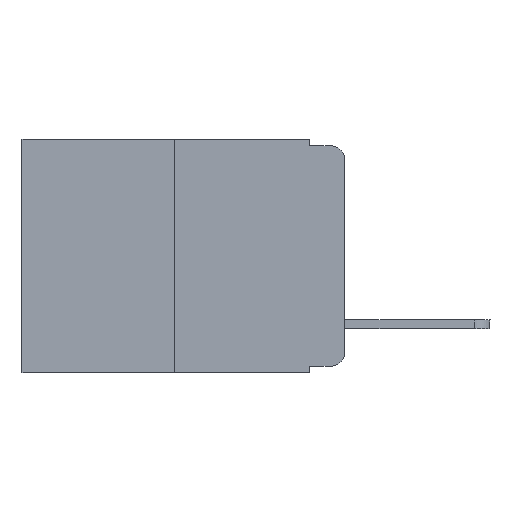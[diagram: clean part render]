
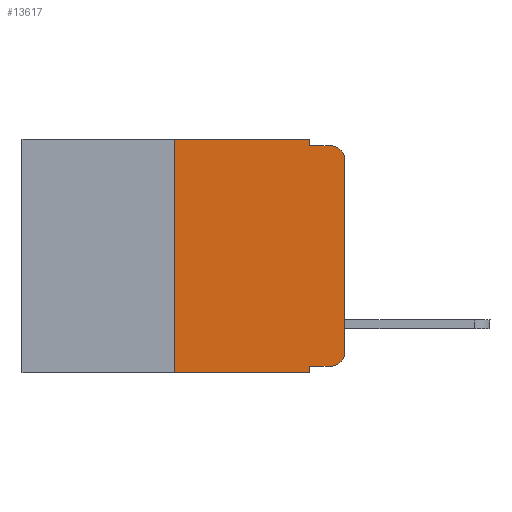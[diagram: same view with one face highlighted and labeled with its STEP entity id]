
A CAD part, left-side view. The second image highlights one B-rep face of the part: STEP entity #13617.
In plain terms, the highlighted planar face has unit normal (-1, 0, 0).
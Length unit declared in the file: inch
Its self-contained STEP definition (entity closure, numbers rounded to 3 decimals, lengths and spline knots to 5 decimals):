
#195 = VERTEX_POINT ( 'NONE', #3079 ) ;
#493 = LINE ( 'NONE', #562, #7429 ) ;
#562 = CARTESIAN_POINT ( 'NONE',  ( 0., 0.473, 0. ) ) ;
#696 = CARTESIAN_POINT ( 'NONE',  ( 0., 0.25, 0. ) ) ;
#729 = CIRCLE ( 'NONE', #6060, 0.02 ) ;
#779 = ORIENTED_EDGE ( 'NONE', *, *, #12730, .F. ) ;
#927 = ORIENTED_EDGE ( 'NONE', *, *, #11919, .T. ) ;
#944 = LINE ( 'NONE', #11534, #2267 ) ;
#1063 = CARTESIAN_POINT ( 'NONE',  ( 0., 0.051, 0. ) ) ;
#1156 = DIRECTION ( 'NONE',  ( 0., -1., 0. ) ) ;
#1217 = CIRCLE ( 'NONE', #11142, 0.02 ) ;
#1454 = ORIENTED_EDGE ( 'NONE', *, *, #4268, .T. ) ;
#1473 = PLANE ( 'NONE',  #12187 ) ;
#1715 = VECTOR ( 'NONE', #2101, 39.37008 ) ;
#1868 = VERTEX_POINT ( 'NONE', #5159 ) ;
#2101 = DIRECTION ( 'NONE',  ( 0., 0., -1. ) ) ;
#2267 = VECTOR ( 'NONE', #10445, 39.37008 ) ;
#2436 = CARTESIAN_POINT ( 'NONE',  ( 0., 0.473, 0. ) ) ;
#2664 = EDGE_CURVE ( 'NONE', #5092, #9485, #1217, .T. ) ;
#3079 = CARTESIAN_POINT ( 'NONE',  ( 0., 0.051, -0.333 ) ) ;
#3097 = VECTOR ( 'NONE', #4918, 39.37008 ) ;
#3128 = CARTESIAN_POINT ( 'NONE',  ( 0., 0.02, -0.333 ) ) ;
#3172 = VERTEX_POINT ( 'NONE', #4048 ) ;
#3304 = VECTOR ( 'NONE', #1156, 39.37008 ) ;
#3397 = EDGE_CURVE ( 'NONE', #10810, #13145, #493, .T. ) ;
#3552 = ORIENTED_EDGE ( 'NONE', *, *, #8163, .T. ) ;
#3699 = LINE ( 'NONE', #12144, #5036 ) ;
#4048 = CARTESIAN_POINT ( 'NONE',  ( 0., 0.02, -0.01 ) ) ;
#4083 = CARTESIAN_POINT ( 'NONE',  ( 0., 0., -0.313 ) ) ;
#4268 = EDGE_CURVE ( 'NONE', #195, #5092, #8010, .T. ) ;
#4277 = CARTESIAN_POINT ( 'NONE',  ( 0., 0.02, -0.313 ) ) ;
#4326 = CARTESIAN_POINT ( 'NONE',  ( 0., 0.051, 0. ) ) ;
#4379 = FACE_OUTER_BOUND ( 'NONE', #11401, .T. ) ;
#4533 = DIRECTION ( 'NONE',  ( 0., 0., 1. ) ) ;
#4746 = CARTESIAN_POINT ( 'NONE',  ( 0., 0.02, -0.03 ) ) ;
#4918 = DIRECTION ( 'NONE',  ( 0., -1., 0. ) ) ;
#4998 = DIRECTION ( 'NONE',  ( 0., 0., -1. ) ) ;
#5036 = VECTOR ( 'NONE', #4533, 39.37008 ) ;
#5092 = VERTEX_POINT ( 'NONE', #3128 ) ;
#5159 = CARTESIAN_POINT ( 'NONE',  ( 0., 0.051, -0.01 ) ) ;
#5194 = CARTESIAN_POINT ( 'NONE',  ( 0., 0.473, -0.343 ) ) ;
#5693 = DIRECTION ( 'NONE',  ( 1., 0., 0. ) ) ;
#5746 = CARTESIAN_POINT ( 'NONE',  ( 0., 0.25, -0.343 ) ) ;
#6044 = LINE ( 'NONE', #10333, #7679 ) ;
#6060 = AXIS2_PLACEMENT_3D ( 'NONE', #4746, #13185, #7945 ) ;
#6165 = EDGE_CURVE ( 'NONE', #13145, #1868, #6044, .T. ) ;
#6176 = LINE ( 'NONE', #5194, #3097 ) ;
#6364 = DIRECTION ( 'NONE',  ( -1., 0., 0. ) ) ;
#7368 = ORIENTED_EDGE ( 'NONE', *, *, #6165, .F. ) ;
#7429 = VECTOR ( 'NONE', #7865, 39.37008 ) ;
#7679 = VECTOR ( 'NONE', #4998, 39.37008 ) ;
#7865 = DIRECTION ( 'NONE',  ( 0., -1., 0. ) ) ;
#7945 = DIRECTION ( 'NONE',  ( 0., 0., -1. ) ) ;
#8010 = LINE ( 'NONE', #12012, #12738 ) ;
#8163 = EDGE_CURVE ( 'NONE', #8531, #10630, #6176, .T. ) ;
#8298 = LINE ( 'NONE', #8368, #3304 ) ;
#8368 = CARTESIAN_POINT ( 'NONE',  ( 0., 0.051, -0.01 ) ) ;
#8531 = VERTEX_POINT ( 'NONE', #5746 ) ;
#9075 = ORIENTED_EDGE ( 'NONE', *, *, #10953, .F. ) ;
#9383 = LINE ( 'NONE', #1063, #1715 ) ;
#9485 = VERTEX_POINT ( 'NONE', #4083 ) ;
#9843 = EDGE_CURVE ( 'NONE', #9485, #13625, #944, .T. ) ;
#10333 = CARTESIAN_POINT ( 'NONE',  ( 0., 0.051, 0. ) ) ;
#10445 = DIRECTION ( 'NONE',  ( 0., 0., 1. ) ) ;
#10555 = EDGE_CURVE ( 'NONE', #8531, #10810, #3699, .T. ) ;
#10630 = VERTEX_POINT ( 'NONE', #10970 ) ;
#10810 = VERTEX_POINT ( 'NONE', #696 ) ;
#10879 = ORIENTED_EDGE ( 'NONE', *, *, #3397, .F. ) ;
#10953 = EDGE_CURVE ( 'NONE', #195, #10630, #9383, .T. ) ;
#10970 = CARTESIAN_POINT ( 'NONE',  ( 0., 0.051, -0.343 ) ) ;
#11065 = ORIENTED_EDGE ( 'NONE', *, *, #9843, .T. ) ;
#11142 = AXIS2_PLACEMENT_3D ( 'NONE', #4277, #6364, #12439 ) ;
#11401 = EDGE_LOOP ( 'NONE', ( #11065, #927, #779, #7368, #10879, #11499, #3552, #9075, #1454, #12834 ) ) ;
#11499 = ORIENTED_EDGE ( 'NONE', *, *, #10555, .F. ) ;
#11534 = CARTESIAN_POINT ( 'NONE',  ( 0., 0., 0. ) ) ;
#11702 = CARTESIAN_POINT ( 'NONE',  ( 0., 0., -0.03 ) ) ;
#11912 = DIRECTION ( 'NONE',  ( 0., 0., -1. ) ) ;
#11919 = EDGE_CURVE ( 'NONE', #13625, #3172, #729, .T. ) ;
#12012 = CARTESIAN_POINT ( 'NONE',  ( 0., 0.051, -0.333 ) ) ;
#12144 = CARTESIAN_POINT ( 'NONE',  ( 0., 0.25, 0. ) ) ;
#12187 = AXIS2_PLACEMENT_3D ( 'NONE', #2436, #5693, #11912 ) ;
#12439 = DIRECTION ( 'NONE',  ( 0., 0., -1. ) ) ;
#12730 = EDGE_CURVE ( 'NONE', #1868, #3172, #8298, .T. ) ;
#12738 = VECTOR ( 'NONE', #13051, 39.37008 ) ;
#12834 = ORIENTED_EDGE ( 'NONE', *, *, #2664, .T. ) ;
#13051 = DIRECTION ( 'NONE',  ( 0., -1., 0. ) ) ;
#13145 = VERTEX_POINT ( 'NONE', #4326 ) ;
#13185 = DIRECTION ( 'NONE',  ( -1., 0., 0. ) ) ;
#13617 = ADVANCED_FACE ( 'NONE', ( #4379 ), #1473, .F. ) ;
#13625 = VERTEX_POINT ( 'NONE', #11702 ) ;
